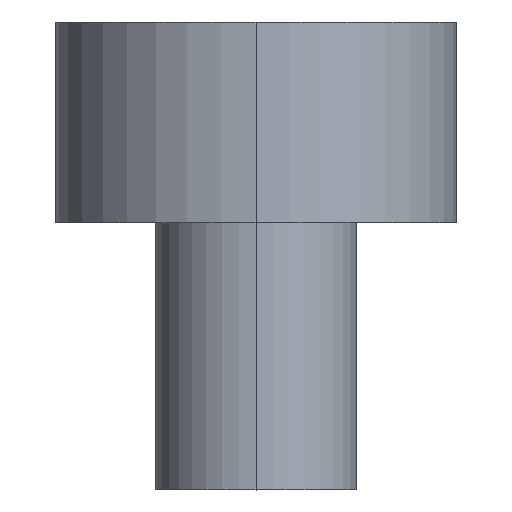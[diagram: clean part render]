
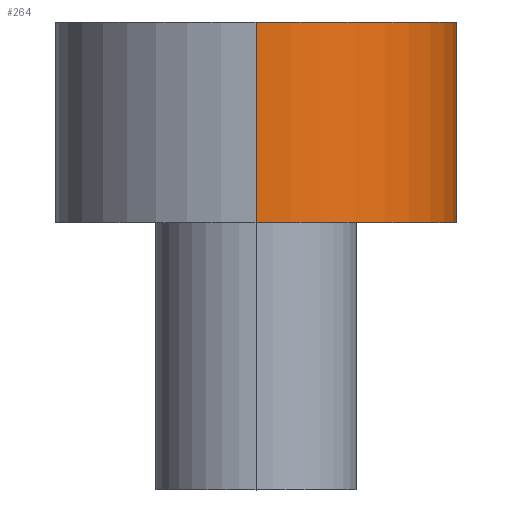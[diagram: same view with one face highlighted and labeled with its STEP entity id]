
A CAD part, top view. The second image highlights one B-rep face of the part: STEP entity #264.
In plain terms, the highlighted cylindrical face has radius 15 mm (diameter 30 mm), a partial arc.
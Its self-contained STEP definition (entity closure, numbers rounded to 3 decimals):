
#41=CARTESIAN_POINT('POINT5',(10.,12.5,-11.18)
   );
#42=VERTEX_POINT('VERTEX5',#41);
#43=CARTESIAN_POINT('POINT6',(10.,2.5,-11.18))
   ;
#44=VERTEX_POINT('VERTEX6',#43);
#45=CARTESIAN_POINT('POS6',(10.,7.5,-11.18));
#46=DIRECTION('DIR7',(0.,-1.,0.));
#47=VECTOR('VEC5',#46,1.);
#48=LINE('STRAIGHT5',#45,#47);
#49=EDGE_CURVE('EDGE5',#42,#44,#48,.T.);
#72=CARTESIAN_POINT('POINT7',(0.,2.5,-15.))
   ;
#73=VERTEX_POINT('VERTEX7',#72);
#74=CARTESIAN_POINT('POS10',(0.,2.5,0.));
#75=DIRECTION('DIR12',(0.,1.,0.));
#76=DIRECTION('DIR13',(0.,0.,1.));
#77=AXIS2_PLACEMENT_3D('AXIS3',#74,#75,#76);
#78=CIRCLE('ELLIPSE1',#77,15.);
#79=EDGE_CURVE('EDGE8',#44,#73,#78,.T.);
#125=CARTESIAN_POINT('POINT10',(0.,12.5,
   -15.));
#126=VERTEX_POINT('VERTEX10',#125);
#127=CARTESIAN_POINT('POS16',(0.,12.5,0.));
#128=DIRECTION('DIR21',(0.,-1.,0.));
#129=DIRECTION('DIR22',(0.,0.,1.));
#130=AXIS2_PLACEMENT_3D('AXIS6',#127,#128,#129);
#131=CIRCLE('ELLIPSE2',#130,15.);
#134=EDGE_CURVE('EDGE14',#126,#42,#131,.T.);
#147=CARTESIAN_POINT('POINT11',(0.,15.,15.));
#148=VERTEX_POINT('VERTEX11',#147);
#149=CARTESIAN_POINT('POINT12',(0.,15.,-15.
   ));
#150=VERTEX_POINT('VERTEX12',#149);
#151=CARTESIAN_POINT('POS18',(0.,15.,0.));
#152=DIRECTION('DIR25',(0.,1.,0.));
#153=DIRECTION('DIR26',(0.,0.,1.));
#154=AXIS2_PLACEMENT_3D('AXIS8',#151,#152,#153);
#155=CIRCLE('ELLIPSE3',#154,15.);
#156=EDGE_CURVE('EDGE15',#148,#150,#155,.T.);
#224=CARTESIAN_POINT('POINT19',(0.,0.,15.));
#225=VERTEX_POINT('VERTEX19',#224);
#226=CARTESIAN_POINT('POS27',(0.,7.5,15.))
   ;
#227=DIRECTION('DIR37',(0.,1.,0.));
#228=VECTOR('VEC17',#227,1.);
#229=LINE('STRAIGHT17',#226,#228);
#230=EDGE_CURVE('EDGE23',#225,#148,#229,.T.);
#231=ORIENTED_EDGE('COEDGE31',*,*,#230,.F.);
#232=CARTESIAN_POINT('POINT20',(0.,0.,-15.
   ));
#233=VERTEX_POINT('VERTEX20',#232);
#234=CARTESIAN_POINT('POS28',(0.,0.,0.));
#235=DIRECTION('DIR38',(0.,-1.,0.));
#236=DIRECTION('DIR39',(0.,0.,1.));
#237=AXIS2_PLACEMENT_3D('AXIS11',#234,#235,#236);
#238=CIRCLE('ELLIPSE4',#237,15.);
#239=EDGE_CURVE('EDGE24',#233,#225,#238,.T.);
#240=ORIENTED_EDGE('COEDGE32',*,*,#239,.F.);
#241=CARTESIAN_POINT('POS29',(0.,7.5,-15.))
   ;
#242=DIRECTION('DIR40',(0.,-1.,0.));
#243=VECTOR('VEC18',#242,1.);
#244=LINE('STRAIGHT18',#241,#243);
#245=EDGE_CURVE('EDGE25',#73,#233,#244,.T.);
#246=ORIENTED_EDGE('COEDGE33',*,*,#245,.F.);
#247=ORIENTED_EDGE('COEDGE34',*,*,#79,.F.);
#248=ORIENTED_EDGE('COEDGE35',*,*,#49,.F.);
#249=ORIENTED_EDGE('COEDGE36',*,*,#134,.F.);
#250=CARTESIAN_POINT('POS30',(0.,7.5,-15.))
   ;
#251=DIRECTION('DIR41',(0.,-1.,0.));
#252=VECTOR('VEC19',#251,1.);
#253=LINE('STRAIGHT19',#250,#252);
#254=EDGE_CURVE('EDGE26',#150,#126,#253,.T.);
#255=ORIENTED_EDGE('COEDGE37',*,*,#254,.F.);
#256=ORIENTED_EDGE('COEDGE38',*,*,#156,.F.);
#257=EDGE_LOOP('NONE',(#231,#240,#246,#247,#248,#249,#255,#256));
#258=FACE_BOUND('LOOP1',#257,.T.);
#259=CARTESIAN_POINT('POS31',(0.,7.5,0.));
#260=DIRECTION('DIR42',(0.,1.,0.));
#261=DIRECTION('DIR43',(0.,0.,1.));
#262=AXIS2_PLACEMENT_3D('AXIS12',#259,#260,#261);
#263=CYLINDRICAL_SURFACE('CONE_SURF1',#262,15.);
#264=ADVANCED_FACE('FACE8',(#258),#263,.T.);
